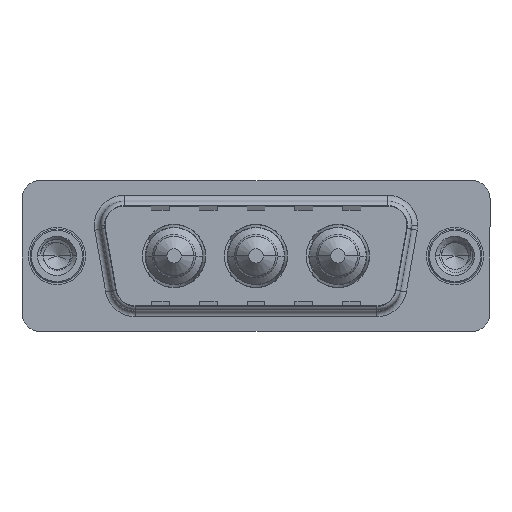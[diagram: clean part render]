
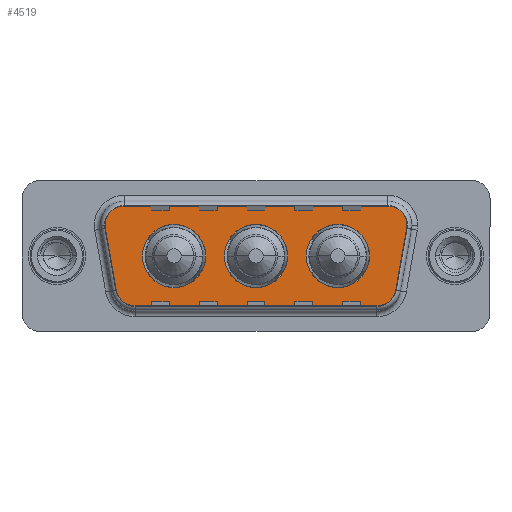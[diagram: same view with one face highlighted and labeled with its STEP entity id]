
A CAD part, top view. The second image highlights one B-rep face of the part: STEP entity #4519.
In plain terms, the highlighted planar face has unit normal (0, 0, 1).
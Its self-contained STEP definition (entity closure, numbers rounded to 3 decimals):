
#37 = VERTEX_POINT ( 'NONE', #377 ) ;
#121 = CARTESIAN_POINT ( 'NONE',  ( 29.859, 2.553, 0. ) ) ;
#228 = VERTEX_POINT ( 'NONE', #14220 ) ;
#377 = CARTESIAN_POINT ( 'NONE',  ( 4.464, -3.247, 0. ) ) ;
#518 = VECTOR ( 'NONE', #4770, 1000. ) ;
#829 = DIRECTION ( 'NONE',  ( 0., 0., 1. ) ) ;
#888 = EDGE_LOOP ( 'NONE', ( #1000, #10681 ) ) ;
#891 = VERTEX_POINT ( 'NONE', #3778 ) ;
#938 = ORIENTED_EDGE ( 'NONE', *, *, #15694, .T. ) ;
#981 = VERTEX_POINT ( 'NONE', #4440 ) ;
#1000 = ORIENTED_EDGE ( 'NONE', *, *, #10087, .F. ) ;
#1061 = AXIS2_PLACEMENT_3D ( 'NONE', #16297, #8429, #8887 ) ;
#1182 = CIRCLE ( 'NONE', #13275, 2. ) ;
#1361 = EDGE_CURVE ( 'NONE', #9578, #1530, #3438, .T. ) ;
#1495 = CARTESIAN_POINT ( 'NONE',  ( 9.8, 0., 0. ) ) ;
#1530 = VERTEX_POINT ( 'NONE', #121 ) ;
#1910 = EDGE_CURVE ( 'NONE', #11826, #13200, #10596, .T. ) ;
#1980 = AXIS2_PLACEMENT_3D ( 'NONE', #3961, #12929, #5197 ) ;
#2080 = CARTESIAN_POINT ( 'NONE',  ( 3.441, 2.553, 0. ) ) ;
#2151 = DIRECTION ( 'NONE',  ( 0., 0., 1. ) ) ;
#2221 = ORIENTED_EDGE ( 'NONE', *, *, #1910, .T. ) ;
#2228 = CARTESIAN_POINT ( 'NONE',  ( 23.5, 0., 0. ) ) ;
#2589 = VERTEX_POINT ( 'NONE', #3129 ) ;
#2632 = AXIS2_PLACEMENT_3D ( 'NONE', #2228, #11035, #3408 ) ;
#2747 = DIRECTION ( 'NONE',  ( 1., 0., 0. ) ) ;
#2835 = CIRCLE ( 'NONE', #15489, 2.65 ) ;
#2967 = CARTESIAN_POINT ( 'NONE',  ( 20.85, 0., 0. ) ) ;
#3129 = CARTESIAN_POINT ( 'NONE',  ( 5.411, 4.9, 0. ) ) ;
#3177 = FACE_BOUND ( 'NONE', #6227, .T. ) ;
#3270 = AXIS2_PLACEMENT_3D ( 'NONE', #4561, #13537, #5790 ) ;
#3362 = AXIS2_PLACEMENT_3D ( 'NONE', #1495, #10274, #2747 ) ;
#3408 = DIRECTION ( 'NONE',  ( 1., 0., 0. ) ) ;
#3438 = LINE ( 'NONE', #14120, #13221 ) ;
#3541 = ORIENTED_EDGE ( 'NONE', *, *, #10646, .T. ) ;
#3555 = FACE_OUTER_BOUND ( 'NONE', #12533, .T. ) ;
#3778 = CARTESIAN_POINT ( 'NONE',  ( 26.15, 0., 0. ) ) ;
#3801 = EDGE_CURVE ( 'NONE', #7564, #7694, #13738, .T. ) ;
#3891 = EDGE_CURVE ( 'NONE', #12098, #981, #2835, .T. ) ;
#3961 = CARTESIAN_POINT ( 'NONE',  ( 5.411, 2.9, 0. ) ) ;
#4046 = PLANE ( 'NONE',  #5133 ) ;
#4440 = CARTESIAN_POINT ( 'NONE',  ( 19.3, 0., 0. ) ) ;
#4519 = ADVANCED_FACE ( 'NONE', ( #16217, #3177, #6416, #3555 ), #4046, .T. ) ;
#4559 = AXIS2_PLACEMENT_3D ( 'NONE', #8256, #829, #9607 ) ;
#4561 = CARTESIAN_POINT ( 'NONE',  ( 23.5, 0., 0. ) ) ;
#4629 = CARTESIAN_POINT ( 'NONE',  ( 14., 0., 0. ) ) ;
#4770 = DIRECTION ( 'NONE',  ( 1., 0., 0. ) ) ;
#5104 = ORIENTED_EDGE ( 'NONE', *, *, #13229, .T. ) ;
#5133 = AXIS2_PLACEMENT_3D ( 'NONE', #8740, #8717, #8672 ) ;
#5197 = DIRECTION ( 'NONE',  ( 1., 0., 0. ) ) ;
#5431 = LINE ( 'NONE', #12834, #11894 ) ;
#5432 = DIRECTION ( 'NONE',  ( 0., 0., 1. ) ) ;
#5672 = VECTOR ( 'NONE', #6983, 1000. ) ;
#5770 = VERTEX_POINT ( 'NONE', #8556 ) ;
#5790 = DIRECTION ( 'NONE',  ( 1., 0., 0. ) ) ;
#6227 = EDGE_LOOP ( 'NONE', ( #6952, #16188 ) ) ;
#6257 = EDGE_CURVE ( 'NONE', #7694, #2589, #5431, .T. ) ;
#6407 = DIRECTION ( 'NONE',  ( 0., 0., 1. ) ) ;
#6416 = FACE_BOUND ( 'NONE', #888, .T. ) ;
#6681 = CIRCLE ( 'NONE', #3270, 2.65 ) ;
#6807 = EDGE_CURVE ( 'NONE', #13200, #9578, #16190, .T. ) ;
#6952 = ORIENTED_EDGE ( 'NONE', *, *, #10969, .F. ) ;
#6983 = DIRECTION ( 'NONE',  ( 0.174, -0.985, 0. ) ) ;
#7349 = DIRECTION ( 'NONE',  ( 0.174, 0.985, 0. ) ) ;
#7541 = CARTESIAN_POINT ( 'NONE',  ( 6.434, -4.9, 0. ) ) ;
#7564 = VERTEX_POINT ( 'NONE', #13556 ) ;
#7599 = CIRCLE ( 'NONE', #2632, 2.65 ) ;
#7681 = CIRCLE ( 'NONE', #1980, 2. ) ;
#7691 = ORIENTED_EDGE ( 'NONE', *, *, #12691, .F. ) ;
#7694 = VERTEX_POINT ( 'NONE', #13714 ) ;
#7743 = AXIS2_PLACEMENT_3D ( 'NONE', #9618, #2151, #10954 ) ;
#7755 = AXIS2_PLACEMENT_3D ( 'NONE', #16402, #12721, #9782 ) ;
#8256 = CARTESIAN_POINT ( 'NONE',  ( 6.434, -2.9, 0. ) ) ;
#8353 = DIRECTION ( 'NONE',  ( 1., 0., 0. ) ) ;
#8406 = EDGE_LOOP ( 'NONE', ( #7691, #15334 ) ) ;
#8429 = DIRECTION ( 'NONE',  ( 0., 0., 1. ) ) ;
#8556 = CARTESIAN_POINT ( 'NONE',  ( 12.45, 0., 0. ) ) ;
#8590 = DIRECTION ( 'NONE',  ( 0., 0., 1. ) ) ;
#8619 = EDGE_CURVE ( 'NONE', #1530, #7564, #1182, .T. ) ;
#8655 = CIRCLE ( 'NONE', #7743, 2.65 ) ;
#8672 = DIRECTION ( 'NONE',  ( 1., 0., 0. ) ) ;
#8717 = DIRECTION ( 'NONE',  ( 0., 0., 1. ) ) ;
#8740 = CARTESIAN_POINT ( 'NONE',  ( 26.866, -2.9, 0. ) ) ;
#8887 = DIRECTION ( 'NONE',  ( 1., 0., 0. ) ) ;
#9134 = CARTESIAN_POINT ( 'NONE',  ( 16.65, 0., 0. ) ) ;
#9143 = ORIENTED_EDGE ( 'NONE', *, *, #6257, .T. ) ;
#9541 = CARTESIAN_POINT ( 'NONE',  ( 26.866, -4.9, 0. ) ) ;
#9578 = VERTEX_POINT ( 'NONE', #15424 ) ;
#9607 = DIRECTION ( 'NONE',  ( -1., 0., 0. ) ) ;
#9618 = CARTESIAN_POINT ( 'NONE',  ( 16.65, 0., 0. ) ) ;
#9782 = DIRECTION ( 'NONE',  ( -1., 0., 0. ) ) ;
#10087 = EDGE_CURVE ( 'NONE', #5770, #15955, #11206, .T. ) ;
#10110 = ORIENTED_EDGE ( 'NONE', *, *, #8619, .T. ) ;
#10274 = DIRECTION ( 'NONE',  ( 0., 0., 1. ) ) ;
#10596 = LINE ( 'NONE', #7541, #518 ) ;
#10646 = EDGE_CURVE ( 'NONE', #2589, #228, #7681, .T. ) ;
#10681 = ORIENTED_EDGE ( 'NONE', *, *, #14144, .F. ) ;
#10954 = DIRECTION ( 'NONE',  ( 1., 0., 0. ) ) ;
#10969 = EDGE_CURVE ( 'NONE', #891, #13710, #6681, .T. ) ;
#11035 = DIRECTION ( 'NONE',  ( 0., 0., 1. ) ) ;
#11206 = CIRCLE ( 'NONE', #3362, 2.65 ) ;
#11790 = ORIENTED_EDGE ( 'NONE', *, *, #6807, .T. ) ;
#11826 = VERTEX_POINT ( 'NONE', #13065 ) ;
#11894 = VECTOR ( 'NONE', #14019, 1000. ) ;
#12098 = VERTEX_POINT ( 'NONE', #4629 ) ;
#12327 = CIRCLE ( 'NONE', #14791, 2.65 ) ;
#12533 = EDGE_LOOP ( 'NONE', ( #11790, #13577, #10110, #14618, #9143, #3541, #5104, #938, #2221 ) ) ;
#12691 = EDGE_CURVE ( 'NONE', #981, #12098, #8655, .T. ) ;
#12721 = DIRECTION ( 'NONE',  ( 0., 0., 1. ) ) ;
#12834 = CARTESIAN_POINT ( 'NONE',  ( 5.411, 4.9, 0. ) ) ;
#12929 = DIRECTION ( 'NONE',  ( 0., 0., 1. ) ) ;
#13065 = CARTESIAN_POINT ( 'NONE',  ( 6.434, -4.9, 0. ) ) ;
#13146 = CARTESIAN_POINT ( 'NONE',  ( 27.889, 2.9, 0. ) ) ;
#13200 = VERTEX_POINT ( 'NONE', #9541 ) ;
#13221 = VECTOR ( 'NONE', #7349, 1000. ) ;
#13229 = EDGE_CURVE ( 'NONE', #228, #37, #16228, .T. ) ;
#13275 = AXIS2_PLACEMENT_3D ( 'NONE', #13146, #5432, #14398 ) ;
#13537 = DIRECTION ( 'NONE',  ( 0., 0., 1. ) ) ;
#13556 = CARTESIAN_POINT ( 'NONE',  ( 29.889, 2.9, 0. ) ) ;
#13577 = ORIENTED_EDGE ( 'NONE', *, *, #1361, .T. ) ;
#13710 = VERTEX_POINT ( 'NONE', #2967 ) ;
#13714 = CARTESIAN_POINT ( 'NONE',  ( 27.889, 4.9, 0. ) ) ;
#13738 = CIRCLE ( 'NONE', #7755, 2. ) ;
#14019 = DIRECTION ( 'NONE',  ( -1., 0., 0. ) ) ;
#14120 = CARTESIAN_POINT ( 'NONE',  ( 29.859, 2.553, 0. ) ) ;
#14144 = EDGE_CURVE ( 'NONE', #15955, #5770, #12327, .T. ) ;
#14145 = CARTESIAN_POINT ( 'NONE',  ( 9.8, 0., 0. ) ) ;
#14220 = CARTESIAN_POINT ( 'NONE',  ( 3.441, 2.553, 0. ) ) ;
#14262 = EDGE_CURVE ( 'NONE', #13710, #891, #7599, .T. ) ;
#14398 = DIRECTION ( 'NONE',  ( -1., 0., 0. ) ) ;
#14618 = ORIENTED_EDGE ( 'NONE', *, *, #3801, .T. ) ;
#14791 = AXIS2_PLACEMENT_3D ( 'NONE', #14145, #6407, #15374 ) ;
#15269 = CARTESIAN_POINT ( 'NONE',  ( 7.15, 0., 0. ) ) ;
#15334 = ORIENTED_EDGE ( 'NONE', *, *, #3891, .F. ) ;
#15374 = DIRECTION ( 'NONE',  ( 1., 0., 0. ) ) ;
#15386 = CIRCLE ( 'NONE', #4559, 2. ) ;
#15424 = CARTESIAN_POINT ( 'NONE',  ( 28.836, -3.247, 0. ) ) ;
#15489 = AXIS2_PLACEMENT_3D ( 'NONE', #9134, #8590, #8353 ) ;
#15694 = EDGE_CURVE ( 'NONE', #37, #11826, #15386, .T. ) ;
#15955 = VERTEX_POINT ( 'NONE', #15269 ) ;
#16188 = ORIENTED_EDGE ( 'NONE', *, *, #14262, .F. ) ;
#16190 = CIRCLE ( 'NONE', #1061, 2. ) ;
#16217 = FACE_BOUND ( 'NONE', #8406, .T. ) ;
#16228 = LINE ( 'NONE', #2080, #5672 ) ;
#16297 = CARTESIAN_POINT ( 'NONE',  ( 26.866, -2.9, 0. ) ) ;
#16402 = CARTESIAN_POINT ( 'NONE',  ( 27.889, 2.9, 0. ) ) ;
